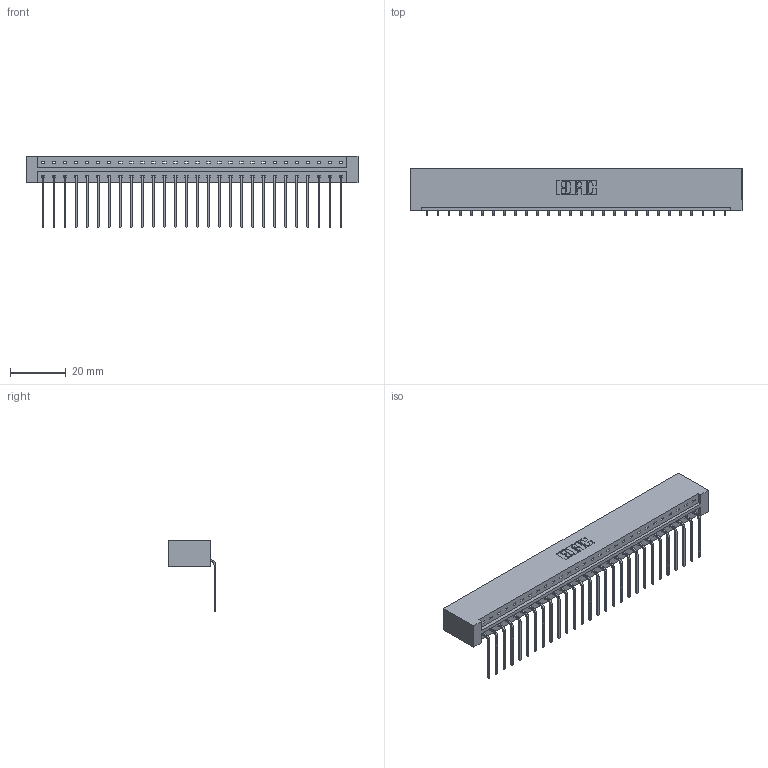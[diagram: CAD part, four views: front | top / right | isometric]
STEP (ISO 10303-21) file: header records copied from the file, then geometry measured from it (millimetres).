
FILE_DESCRIPTION (( 'STEP AP203' ), '1' );
FILE_NAME ('333-028-559-101.STEP', '2018-08-02T15:52:31', ( '' ), ( '' ), 'SwSTEP 2.0', 'SolidWorks 2016', '' );
FILE_SCHEMA (( 'CONFIG_CONTROL_DESIGN' ));
Length unit declared in the file: inch
Products named in the file (3): 333 Part_Lugless; 345-292-001_558 559 Tail - 1; 333-028-559-101
Assembly tree (29 placements, depth 2):
  333-028-559-101
    333 Part_Lugless
    345-292-001_558 559 Tail - 1  x28
Bounding box: 119.2 x 17.09 x 25.53 mm (x, y, z)
Volume: 12580.7 mm3; surface area: 14049.1 mm2
Topology: 29 solids, 29 shells, 1786 faces, 5383 edges, 3550 vertices
Faces by surface type: plane 1298, cylinder 488
Entity records: 18735 total; most frequent: CARTESIAN_POINT 3242, ORIENTED_EDGE 3206, DIRECTION 2755, EDGE_CURVE 1603, VECTOR 1483, LINE 1483, VERTEX_POINT 1066, AXIS2_PLACEMENT_3D 636
